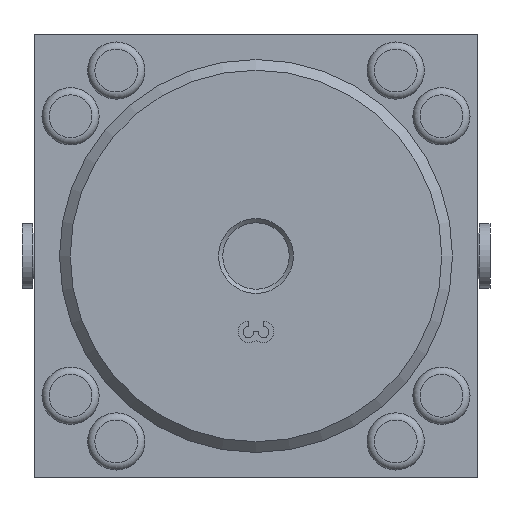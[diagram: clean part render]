
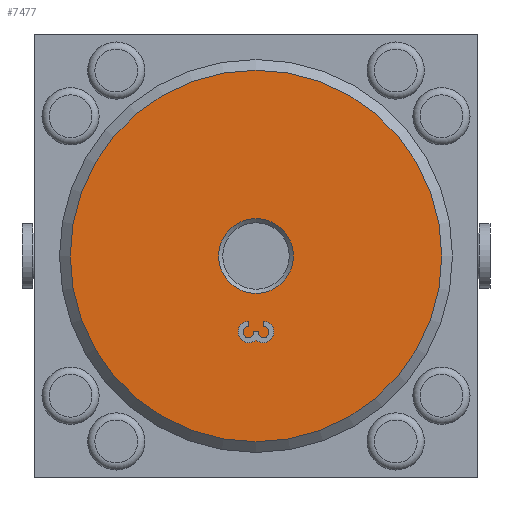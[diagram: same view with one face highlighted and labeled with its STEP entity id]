
A CAD part, front view. The second image highlights one B-rep face of the part: STEP entity #7477.
In plain terms, the highlighted planar face has unit normal (0, -1, 0).
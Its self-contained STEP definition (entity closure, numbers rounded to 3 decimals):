
#237=CIRCLE('',#7836,10.478);
#238=CIRCLE('',#7837,3.);
#239=CIRCLE('',#7838,3.);
#240=CIRCLE('',#7839,1.6);
#241=CIRCLE('',#7840,1.4);
#242=CIRCLE('',#7841,1.4);
#243=CIRCLE('',#7842,1.6);
#244=CIRCLE('',#7843,52.);
#518=ORIENTED_EDGE('',*,*,#1946,.F.);
#519=ORIENTED_EDGE('',*,*,#1947,.T.);
#520=ORIENTED_EDGE('',*,*,#1948,.T.);
#521=ORIENTED_EDGE('',*,*,#1949,.T.);
#522=ORIENTED_EDGE('',*,*,#1950,.F.);
#523=ORIENTED_EDGE('',*,*,#1951,.F.);
#524=ORIENTED_EDGE('',*,*,#1952,.T.);
#525=ORIENTED_EDGE('',*,*,#1953,.F.);
#526=ORIENTED_EDGE('',*,*,#1954,.T.);
#527=ORIENTED_EDGE('',*,*,#1955,.F.);
#528=ORIENTED_EDGE('',*,*,#1956,.F.);
#529=ORIENTED_EDGE('',*,*,#1957,.T.);
#530=ORIENTED_EDGE('',*,*,#1958,.T.);
#1946=EDGE_CURVE('',#2660,#2660,#237,.F.);
#1947=EDGE_CURVE('',#2661,#2662,#238,.T.);
#1948=EDGE_CURVE('',#2662,#2663,#239,.T.);
#1949=EDGE_CURVE('',#2663,#2664,#3188,.T.);
#1950=EDGE_CURVE('',#2665,#2664,#240,.T.);
#1951=EDGE_CURVE('',#2666,#2665,#241,.T.);
#1952=EDGE_CURVE('',#2666,#2667,#3189,.T.);
#1953=EDGE_CURVE('',#2668,#2667,#3190,.T.);
#1954=EDGE_CURVE('',#2668,#2669,#3191,.T.);
#1955=EDGE_CURVE('',#2670,#2669,#242,.T.);
#1956=EDGE_CURVE('',#2671,#2670,#243,.T.);
#1957=EDGE_CURVE('',#2671,#2661,#3192,.T.);
#1958=EDGE_CURVE('',#2672,#2672,#244,.T.);
#2660=VERTEX_POINT('',#10144);
#2661=VERTEX_POINT('',#10146);
#2662=VERTEX_POINT('',#10147);
#2663=VERTEX_POINT('',#10149);
#2664=VERTEX_POINT('',#10151);
#2665=VERTEX_POINT('',#10153);
#2666=VERTEX_POINT('',#10155);
#2667=VERTEX_POINT('',#10157);
#2668=VERTEX_POINT('',#10159);
#2669=VERTEX_POINT('',#10161);
#2670=VERTEX_POINT('',#10163);
#2671=VERTEX_POINT('',#10165);
#2672=VERTEX_POINT('',#10168);
#3188=LINE('',#10150,#3645);
#3189=LINE('',#10156,#3646);
#3190=LINE('',#10158,#3647);
#3191=LINE('',#10160,#3648);
#3192=LINE('',#10166,#3649);
#3645=VECTOR('',#8479,1000.);
#3646=VECTOR('',#8484,1000.);
#3647=VECTOR('',#8485,1000.);
#3648=VECTOR('',#8486,1000.);
#3649=VECTOR('',#8491,1000.);
#4069=EDGE_LOOP('',(#518));
#4070=EDGE_LOOP('',(#519,#520,#521,#522,#523,#524,#525,#526,#527,#528,#529));
#4071=EDGE_LOOP('',(#530));
#4560=FACE_BOUND('',#4069,.T.);
#4561=FACE_BOUND('',#4070,.T.);
#4562=FACE_BOUND('',#4071,.T.);
#5062=PLANE('',#7835);
#7477=ADVANCED_FACE('',(#4560,#4561,#4562),#5062,.F.);
#7835=AXIS2_PLACEMENT_3D('',#10142,#8471,#8472);
#7836=AXIS2_PLACEMENT_3D('',#10143,#8473,#8474);
#7837=AXIS2_PLACEMENT_3D('',#10145,#8475,#8476);
#7838=AXIS2_PLACEMENT_3D('',#10148,#8477,#8478);
#7839=AXIS2_PLACEMENT_3D('',#10152,#8480,#8481);
#7840=AXIS2_PLACEMENT_3D('',#10154,#8482,#8483);
#7841=AXIS2_PLACEMENT_3D('',#10162,#8487,#8488);
#7842=AXIS2_PLACEMENT_3D('',#10164,#8489,#8490);
#7843=AXIS2_PLACEMENT_3D('',#10167,#8492,#8493);
#8471=DIRECTION('',(0.,1.,0.));
#8472=DIRECTION('',(0.,0.,1.));
#8473=DIRECTION('',(0.,1.,0.));
#8474=DIRECTION('',(0.,0.,1.));
#8475=DIRECTION('',(0.,1.,0.));
#8476=DIRECTION('',(1.,0.,0.));
#8477=DIRECTION('',(0.,1.,0.));
#8478=DIRECTION('',(1.,0.,0.));
#8479=DIRECTION('',(0.,0.,-1.));
#8480=DIRECTION('',(0.,1.,0.));
#8481=DIRECTION('',(1.,0.,0.));
#8482=DIRECTION('',(0.,1.,0.));
#8483=DIRECTION('',(1.,0.,0.));
#8484=DIRECTION('',(0.,0.,1.));
#8485=DIRECTION('',(-1.,0.,0.));
#8486=DIRECTION('',(0.,0.,-1.));
#8487=DIRECTION('',(0.,1.,0.));
#8488=DIRECTION('',(1.,0.,0.));
#8489=DIRECTION('',(0.,1.,0.));
#8490=DIRECTION('',(1.,0.,0.));
#8491=DIRECTION('',(0.,0.,1.));
#8492=DIRECTION('',(0.,-1.,0.));
#8493=DIRECTION('',(0.,0.,-1.));
#10142=CARTESIAN_POINT('',(0.,-107.,-52.));
#10143=CARTESIAN_POINT('',(0.,-107.,0.));
#10144=CARTESIAN_POINT('',(0.,-107.,10.478));
#10145=CARTESIAN_POINT('',(2.,-107.,-21.3));
#10146=CARTESIAN_POINT('',(2.,-107.,-18.3));
#10147=CARTESIAN_POINT('',(0.,-107.,-23.536));
#10148=CARTESIAN_POINT('',(-2.,-107.,-21.3));
#10149=CARTESIAN_POINT('',(-2.,-107.,-18.3));
#10150=CARTESIAN_POINT('',(-2.,-107.,-18.3));
#10151=CARTESIAN_POINT('',(-2.,-107.,-19.7));
#10152=CARTESIAN_POINT('',(-2.,-107.,-21.3));
#10153=CARTESIAN_POINT('',(-2.8,-107.,-22.686));
#10154=CARTESIAN_POINT('',(-2.1,-107.,-21.473));
#10155=CARTESIAN_POINT('',(-0.7,-107.,-21.473));
#10156=CARTESIAN_POINT('',(-0.7,-107.,-21.473));
#10157=CARTESIAN_POINT('',(-0.7,-107.,-21.));
#10158=CARTESIAN_POINT('',(0.,-107.,-21.));
#10159=CARTESIAN_POINT('',(0.7,-107.,-21.));
#10160=CARTESIAN_POINT('',(0.7,-107.,-21.));
#10161=CARTESIAN_POINT('',(0.7,-107.,-21.473));
#10162=CARTESIAN_POINT('',(2.1,-107.,-21.473));
#10163=CARTESIAN_POINT('',(2.8,-107.,-22.686));
#10164=CARTESIAN_POINT('',(2.,-107.,-21.3));
#10165=CARTESIAN_POINT('',(2.,-107.,-19.7));
#10166=CARTESIAN_POINT('',(2.,-107.,-19.7));
#10167=CARTESIAN_POINT('',(0.,-107.,0.));
#10168=CARTESIAN_POINT('',(0.,-107.,-52.));
